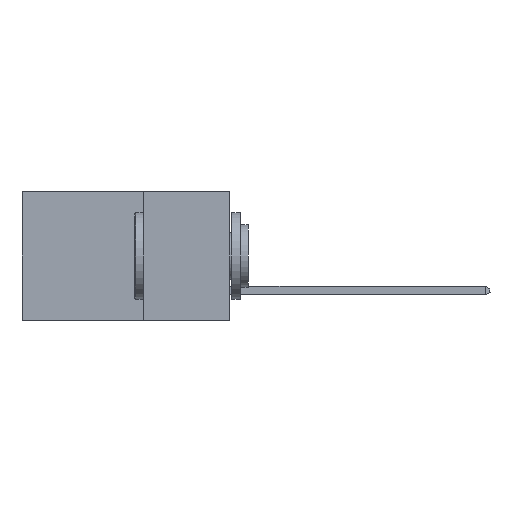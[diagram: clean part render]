
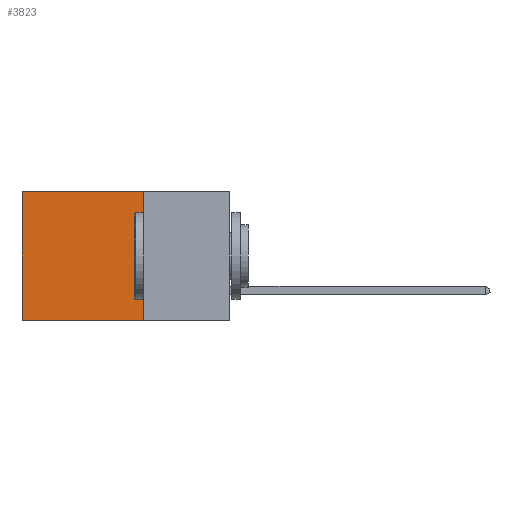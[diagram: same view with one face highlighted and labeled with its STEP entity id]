
A CAD part, left-side view. The second image highlights one B-rep face of the part: STEP entity #3823.
In plain terms, the highlighted planar face has unit normal (-1, 0, 0).
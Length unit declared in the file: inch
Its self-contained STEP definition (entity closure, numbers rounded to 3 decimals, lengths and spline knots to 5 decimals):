
#923 = CARTESIAN_POINT ( 'NONE',  ( 0.298, 0.25, 0. ) ) ;
#1076 = VECTOR ( 'NONE', #21015, 39.37008 ) ;
#1370 = LINE ( 'NONE', #14676, #1076 ) ;
#1788 = ORIENTED_EDGE ( 'NONE', *, *, #3141, .T. ) ;
#1855 = VERTEX_POINT ( 'NONE', #12084 ) ;
#2260 = EDGE_LOOP ( 'NONE', ( #1788, #15693, #21498, #18230 ) ) ;
#3141 = EDGE_CURVE ( 'NONE', #21751, #3946, #5772, .T. ) ;
#3811 = EDGE_CURVE ( 'NONE', #18898, #1855, #5412, .T. ) ;
#3823 = ADVANCED_FACE ( 'NONE', ( #12233 ), #16508, .F. ) ;
#3946 = VERTEX_POINT ( 'NONE', #4979 ) ;
#4979 = CARTESIAN_POINT ( 'NONE',  ( 0.298, 0.6, -0.37 ) ) ;
#5412 = LINE ( 'NONE', #10565, #13450 ) ;
#5772 = LINE ( 'NONE', #7221, #23345 ) ;
#7221 = CARTESIAN_POINT ( 'NONE',  ( 0.298, 0.6, 0. ) ) ;
#7919 = AXIS2_PLACEMENT_3D ( 'NONE', #923, #24481, #20676 ) ;
#8764 = CARTESIAN_POINT ( 'NONE',  ( 0.298, 0.25, 0. ) ) ;
#9358 = DIRECTION ( 'NONE',  ( 0., 1., 0. ) ) ;
#9744 = CARTESIAN_POINT ( 'NONE',  ( 0.298, 0.25, 0. ) ) ;
#10565 = CARTESIAN_POINT ( 'NONE',  ( 0.298, 0.25, 0. ) ) ;
#10742 = DIRECTION ( 'NONE',  ( 0., 0., -1. ) ) ;
#11340 = DIRECTION ( 'NONE',  ( 0., 0., -1. ) ) ;
#12084 = CARTESIAN_POINT ( 'NONE',  ( 0.298, 0.25, -0.37 ) ) ;
#12233 = FACE_OUTER_BOUND ( 'NONE', #2260, .T. ) ;
#12917 = EDGE_CURVE ( 'NONE', #18898, #21751, #13805, .T. ) ;
#13450 = VECTOR ( 'NONE', #10742, 39.37008 ) ;
#13780 = EDGE_CURVE ( 'NONE', #1855, #3946, #1370, .T. ) ;
#13805 = LINE ( 'NONE', #8764, #14751 ) ;
#14676 = CARTESIAN_POINT ( 'NONE',  ( 0.298, 0.25, -0.37 ) ) ;
#14751 = VECTOR ( 'NONE', #9358, 39.37008 ) ;
#15693 = ORIENTED_EDGE ( 'NONE', *, *, #13780, .F. ) ;
#16508 = PLANE ( 'NONE',  #7919 ) ;
#18230 = ORIENTED_EDGE ( 'NONE', *, *, #12917, .T. ) ;
#18898 = VERTEX_POINT ( 'NONE', #9744 ) ;
#20676 = DIRECTION ( 'NONE',  ( 0., 0., -1. ) ) ;
#21015 = DIRECTION ( 'NONE',  ( 0., 1., 0. ) ) ;
#21498 = ORIENTED_EDGE ( 'NONE', *, *, #3811, .F. ) ;
#21751 = VERTEX_POINT ( 'NONE', #21927 ) ;
#21927 = CARTESIAN_POINT ( 'NONE',  ( 0.298, 0.6, 0. ) ) ;
#23345 = VECTOR ( 'NONE', #11340, 39.37008 ) ;
#24481 = DIRECTION ( 'NONE',  ( 1., 0., 0. ) ) ;
